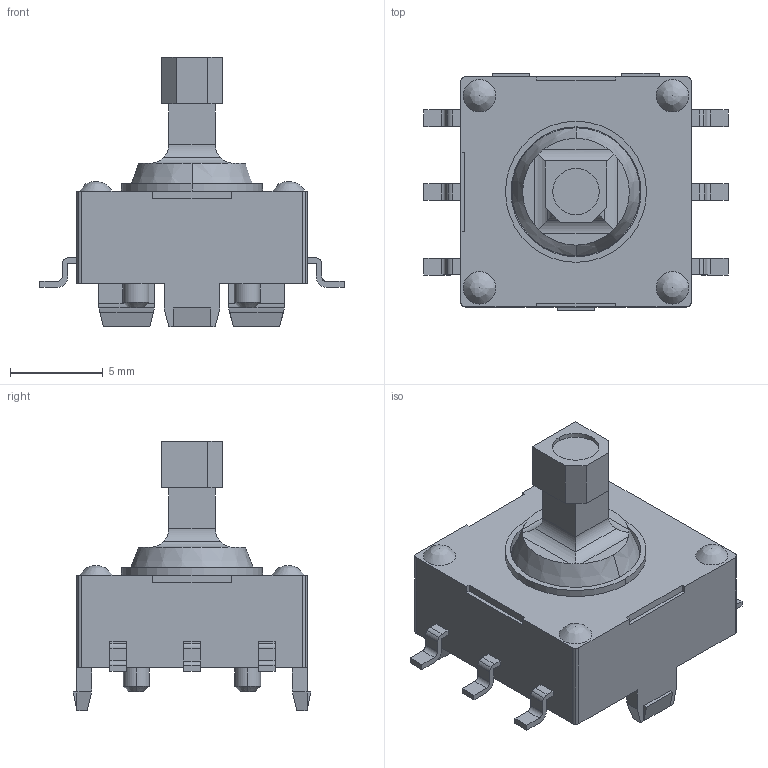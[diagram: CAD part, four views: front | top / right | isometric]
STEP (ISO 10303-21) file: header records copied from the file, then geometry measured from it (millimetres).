
FILE_DESCRIPTION(('HOOPS Exchange Step'),'2;1');
FILE_NAME('export-19ED1209-7859-4010-8FD3-F2F6CFAE0465.stp','2023-01-28T23:38:39+16:00',('Daxxn'),('Alibre'),'HOOPS Exchange 2022.0','Alibre','Unknown authorisation');
FILE_SCHEMA( ('AP242_MANAGED_MODEL_BASED_3D_ENGINEERING_MIM_LF {1 0 10303 442 1 1 4 }') );
Length unit declared in the file: inch
Products named in the file (1): JS5208
Bounding box: 16.4 x 12.8 x 14.5 mm (x, y, z)
Volume: 589.2 mm3; surface area: 1297.8 mm2
Topology: 1 solids, 2 shells, 492 faces, 1354 edges, 888 vertices
Faces by surface type: plane 328, cylinder 144, sphere 10, cone 6, bspline 4
Entity records: 16948 total; most frequent: CARTESIAN_POINT 4010, ORIENTED_EDGE 2680, DIRECTION 2651, EDGE_CURVE 1340, VECTOR 985, LINE 985, VERTEX_POINT 888, AXIS2_PLACEMENT_3D 833
